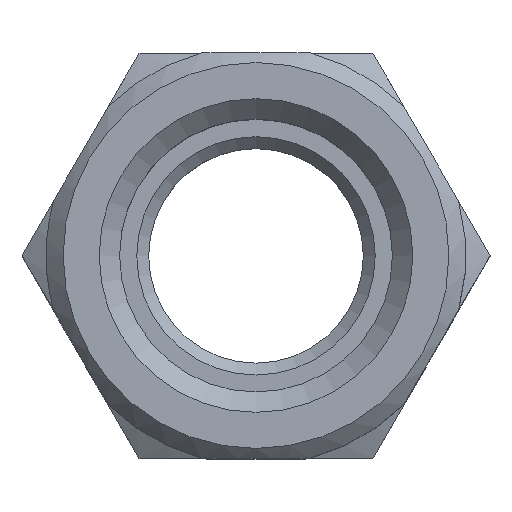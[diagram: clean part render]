
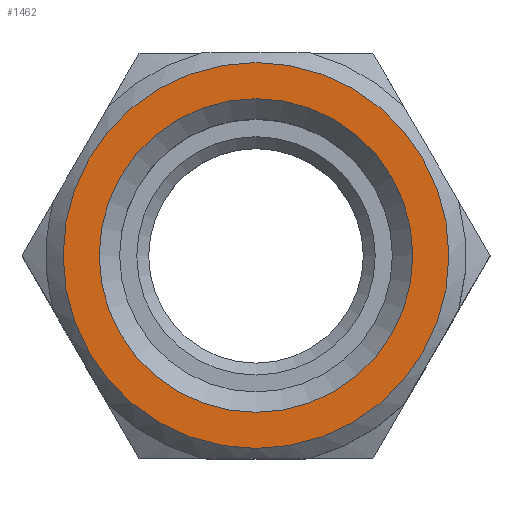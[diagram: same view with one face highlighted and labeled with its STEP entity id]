
A CAD part, top view. The second image highlights one B-rep face of the part: STEP entity #1462.
In plain terms, the highlighted planar face has unit normal (0, 0, 1).
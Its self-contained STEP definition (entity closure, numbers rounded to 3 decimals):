
#194=ORIENTED_EDGE('',*,*,#482,.F.);
#195=ORIENTED_EDGE('',*,*,#483,.T.);
#482=EDGE_CURVE('',#626,#626,#728,.T.);
#483=EDGE_CURVE('',#627,#627,#729,.T.);
#626=VERTEX_POINT('',#1962);
#627=VERTEX_POINT('',#1964);
#728=CIRCLE('',#1535,8.093);
#729=CIRCLE('',#1536,6.579);
#788=EDGE_LOOP('',(#194));
#789=EDGE_LOOP('',(#195));
#880=FACE_BOUND('',#788,.T.);
#881=FACE_BOUND('',#789,.T.);
#972=PLANE('',#1534);
#1462=ADVANCED_FACE('',(#880,#881),#972,.F.);
#1534=AXIS2_PLACEMENT_3D('',#1960,#1663,#1664);
#1535=AXIS2_PLACEMENT_3D('',#1961,#1665,#1666);
#1536=AXIS2_PLACEMENT_3D('',#1963,#1667,#1668);
#1663=DIRECTION('',(0.,0.,-1.));
#1664=DIRECTION('',(-1.,0.,0.));
#1665=DIRECTION('',(0.,0.,-1.));
#1666=DIRECTION('',(-1.,0.,0.));
#1667=DIRECTION('',(0.,0.,-1.));
#1668=DIRECTION('',(-1.,0.,0.));
#1960=CARTESIAN_POINT('',(0.,0.,0.));
#1961=CARTESIAN_POINT('',(0.,0.,0.));
#1962=CARTESIAN_POINT('',(-8.093,0.,0.));
#1963=CARTESIAN_POINT('',(0.,0.,0.));
#1964=CARTESIAN_POINT('',(-6.579,0.,0.));
